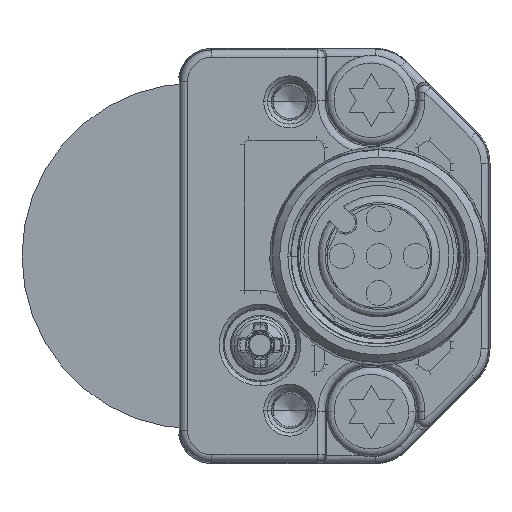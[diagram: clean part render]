
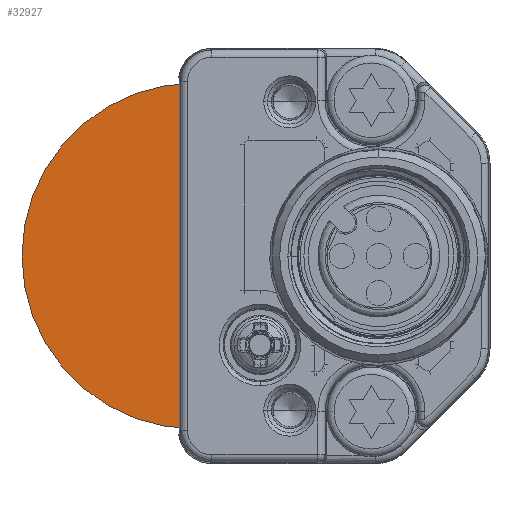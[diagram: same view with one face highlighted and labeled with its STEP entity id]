
A CAD part, left-side view. The second image highlights one B-rep face of the part: STEP entity #32927.
In plain terms, the highlighted face is planar.
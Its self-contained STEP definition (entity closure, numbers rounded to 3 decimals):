
#32811=DIRECTION('',(1.,0.,0.));
#32812=VECTOR('',#32811,23.3);
#32813=CARTESIAN_POINT('',(-11.65,0.,297.5));
#32814=LINE('',#32813,#32812);
#32815=DIRECTION('',(0.,-1.,0.));
#32816=VECTOR('',#32815,1.5);
#32817=CARTESIAN_POINT('',(-11.65,1.5,297.5));
#32818=LINE('',#32817,#32816);
#32819=CARTESIAN_POINT('',(0.,1.5,297.5));
#32820=DIRECTION('',(0.,0.,1.));
#32821=DIRECTION('',(1.,0.,0.));
#32822=AXIS2_PLACEMENT_3D('',#32819,#32820,#32821);
#32824=DIRECTION('',(0.,1.,0.));
#32825=VECTOR('',#32824,1.5);
#32826=CARTESIAN_POINT('',(11.65,0.,297.5));
#32827=LINE('',#32826,#32825);
#32836=CARTESIAN_POINT('',(-11.65,0.,297.5));
#32837=CARTESIAN_POINT('',(11.65,0.,297.5));
#32838=VERTEX_POINT('',#32836);
#32839=VERTEX_POINT('',#32837);
#32840=CARTESIAN_POINT('',(11.65,1.5,297.5));
#32841=VERTEX_POINT('',#32840);
#32842=CARTESIAN_POINT('',(-11.65,1.5,297.5));
#32843=VERTEX_POINT('',#32842);
#32916=CARTESIAN_POINT('',(0.,0.,297.5));
#32917=DIRECTION('',(0.,0.,1.));
#32918=DIRECTION('',(1.,0.,0.));
#32919=AXIS2_PLACEMENT_3D('',#32916,#32917,#32918);
#32920=PLANE('',#32919);
#32921=ORIENTED_EDGE('',*,*,#32868,.F.);
#32922=ORIENTED_EDGE('',*,*,#32883,.F.);
#32923=ORIENTED_EDGE('',*,*,#32897,.F.);
#32924=ORIENTED_EDGE('',*,*,#32910,.F.);
#32925=EDGE_LOOP('',(#32921,#32922,#32923,#32924));
#32926=FACE_OUTER_BOUND('',#32925,.F.);
#32927=ADVANCED_FACE('',(#32926),#32920,.T.);
#32823=CIRCLE('',#32822,11.65);
#32868=EDGE_CURVE('',#32838,#32839,#32814,.T.);
#32883=EDGE_CURVE('',#32843,#32838,#32818,.T.);
#32897=EDGE_CURVE('',#32841,#32843,#32823,.T.);
#32910=EDGE_CURVE('',#32839,#32841,#32827,.T.);
